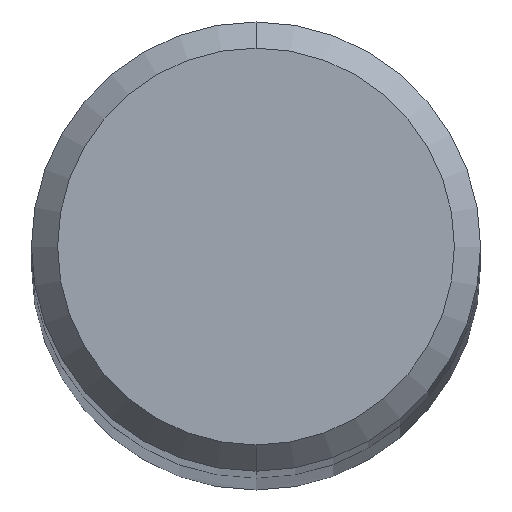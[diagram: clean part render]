
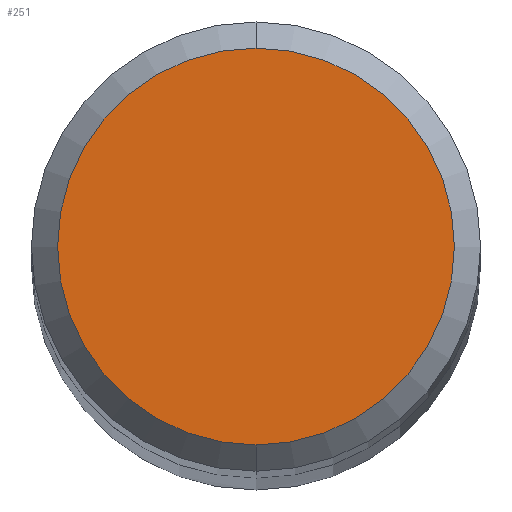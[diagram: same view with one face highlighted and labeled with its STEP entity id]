
A CAD part, top view. The second image highlights one B-rep face of the part: STEP entity #251.
In plain terms, the highlighted planar face has unit normal (0, 0, 1).
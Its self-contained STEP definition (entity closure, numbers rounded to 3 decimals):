
#193=VERTEX_POINT('',#455);
#217=EDGE_CURVE('',#193,#295,#479,.T.);
#251=ADVANCED_FACE('',(#516),#517,.T.);
#295=VERTEX_POINT('',#569);
#325=EDGE_CURVE('',#295,#193,#599,.T.);
#455=CARTESIAN_POINT('',(0.,-4.55,88.0));
#479=CIRCLE('',#802,4.55);
#516=FACE_OUTER_BOUND('',#908,.T.);
#517=PLANE('',#909);
#569=CARTESIAN_POINT('',(0.0,4.55,88.0));
#599=CIRCLE('',#1111,4.55);
#802=AXIS2_PLACEMENT_3D('',#1334,#1335,#1336);
#908=EDGE_LOOP('',(#1372,#1373));
#909=AXIS2_PLACEMENT_3D('',#1374,#1375,#1376);
#1111=AXIS2_PLACEMENT_3D('',#1477,#1478,#1479);
#1334=CARTESIAN_POINT('',(0.0,0.0,88.0));
#1335=DIRECTION('',(0.0,0.0,-1.0));
#1336=DIRECTION('',(0.0,1.0,0.0));
#1372=ORIENTED_EDGE('',*,*,#325,.F.);
#1373=ORIENTED_EDGE('',*,*,#217,.F.);
#1374=CARTESIAN_POINT('',(0.0,2.275,88.0));
#1375=DIRECTION('',(0.0,0.0,1.0));
#1376=DIRECTION('',(0.0,-1.0,0.0));
#1477=CARTESIAN_POINT('',(0.0,0.0,88.0));
#1478=DIRECTION('',(0.0,0.0,-1.0));
#1479=DIRECTION('',(0.0,1.0,0.0));
